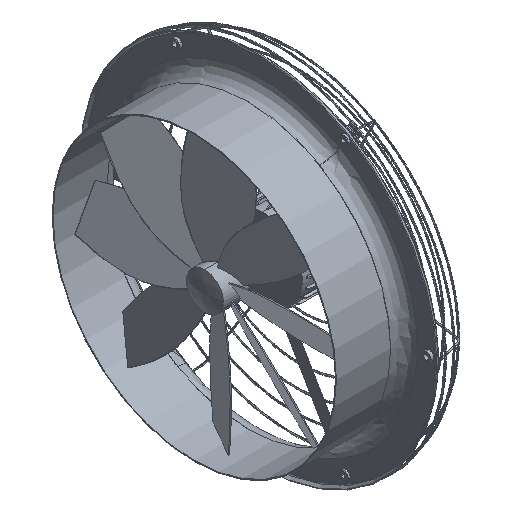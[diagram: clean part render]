
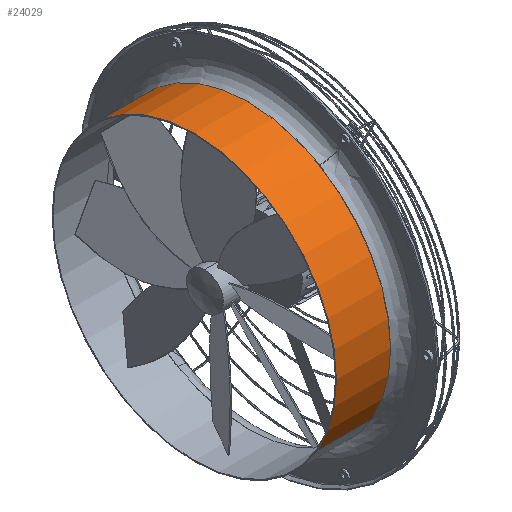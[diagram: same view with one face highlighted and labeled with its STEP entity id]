
A CAD part, isometric view. The second image highlights one B-rep face of the part: STEP entity #24029.
In plain terms, the highlighted cylindrical face has radius 307 mm (diameter 614 mm), a partial arc.
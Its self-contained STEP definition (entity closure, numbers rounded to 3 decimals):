
#2 = CARTESIAN_POINT ( 'NONE',  ( 660.036, 1118.37, 153.5 ) ) ;
#1266 = LINE ( 'NONE', #2029, #8607 ) ;
#2029 = CARTESIAN_POINT ( 'NONE',  ( 601.536, 1118.37, 153.5 ) ) ;
#3554 = DIRECTION ( 'NONE',  ( -1., 0., 0. ) ) ;
#5423 = ORIENTED_EDGE ( 'NONE', *, *, #19584, .F. ) ;
#6360 = EDGE_CURVE ( 'NONE', #26095, #38292, #11539, .T. ) ;
#6556 = LINE ( 'NONE', #42735, #10757 ) ;
#6602 = CYLINDRICAL_SURFACE ( 'NONE', #7842, 307. ) ;
#6786 = DIRECTION ( 'NONE',  ( 0., 0.866, 0.5 ) ) ;
#7842 = AXIS2_PLACEMENT_3D ( 'NONE', #35477, #22199, #35625 ) ;
#8607 = VECTOR ( 'NONE', #12426, 1000. ) ;
#8768 = DIRECTION ( 'NONE',  ( 0., 0.866, 0.5 ) ) ;
#8977 = AXIS2_PLACEMENT_3D ( 'NONE', #40238, #3554, #6786 ) ;
#9454 = DIRECTION ( 'NONE',  ( 1., 0., 0. ) ) ;
#9949 = EDGE_CURVE ( 'NONE', #30920, #39349, #38048, .T. ) ;
#10757 = VECTOR ( 'NONE', #32228, 1000. ) ;
#11539 = CIRCLE ( 'NONE', #18260, 307. ) ;
#11875 = CARTESIAN_POINT ( 'NONE',  ( 660.036, 852.5, 0. ) ) ;
#12426 = DIRECTION ( 'NONE',  ( -1., 0., 0. ) ) ;
#12899 = FACE_OUTER_BOUND ( 'NONE', #31860, .T. ) ;
#13174 = CARTESIAN_POINT ( 'NONE',  ( 660.036, 699., 265.87 ) ) ;
#14620 = ORIENTED_EDGE ( 'NONE', *, *, #9949, .T. ) ;
#16361 = CARTESIAN_POINT ( 'NONE',  ( 543.036, 852.5, 0. ) ) ;
#18260 = AXIS2_PLACEMENT_3D ( 'NONE', #16361, #9454, #39311 ) ;
#19584 = EDGE_CURVE ( 'NONE', #34510, #38292, #6556, .T. ) ;
#22199 = DIRECTION ( 'NONE',  ( -1., 0., 0. ) ) ;
#24029 = ADVANCED_FACE ( 'NONE', ( #12899 ), #6602, .T. ) ;
#25612 = DIRECTION ( 'NONE',  ( -1., 0., 0. ) ) ;
#26095 = VERTEX_POINT ( 'NONE', #28118 ) ;
#28118 = CARTESIAN_POINT ( 'NONE',  ( 543.036, 1118.37, 153.5 ) ) ;
#29245 = EDGE_CURVE ( 'NONE', #39349, #26095, #1266, .T. ) ;
#30495 = CARTESIAN_POINT ( 'NONE',  ( 543.036, 586.63, -153.5 ) ) ;
#30920 = VERTEX_POINT ( 'NONE', #13174 ) ;
#31280 = ORIENTED_EDGE ( 'NONE', *, *, #36555, .T. ) ;
#31780 = CIRCLE ( 'NONE', #34236, 307. ) ;
#31860 = EDGE_LOOP ( 'NONE', ( #5423, #31280, #14620, #39104, #32845 ) ) ;
#32228 = DIRECTION ( 'NONE',  ( -1., 0., 0. ) ) ;
#32845 = ORIENTED_EDGE ( 'NONE', *, *, #6360, .T. ) ;
#34236 = AXIS2_PLACEMENT_3D ( 'NONE', #11875, #25612, #8768 ) ;
#34510 = VERTEX_POINT ( 'NONE', #41648 ) ;
#35477 = CARTESIAN_POINT ( 'NONE',  ( 601.536, 852.5, 0. ) ) ;
#35625 = DIRECTION ( 'NONE',  ( 0., 0.866, 0.5 ) ) ;
#36555 = EDGE_CURVE ( 'NONE', #34510, #30920, #31780, .T. ) ;
#38048 = CIRCLE ( 'NONE', #8977, 307. ) ;
#38292 = VERTEX_POINT ( 'NONE', #30495 ) ;
#39104 = ORIENTED_EDGE ( 'NONE', *, *, #29245, .T. ) ;
#39311 = DIRECTION ( 'NONE',  ( 0., 0.866, 0.5 ) ) ;
#39349 = VERTEX_POINT ( 'NONE', #2 ) ;
#40238 = CARTESIAN_POINT ( 'NONE',  ( 660.036, 852.5, 0. ) ) ;
#41648 = CARTESIAN_POINT ( 'NONE',  ( 660.036, 586.63, -153.5 ) ) ;
#42735 = CARTESIAN_POINT ( 'NONE',  ( 601.536, 586.63, -153.5 ) ) ;
